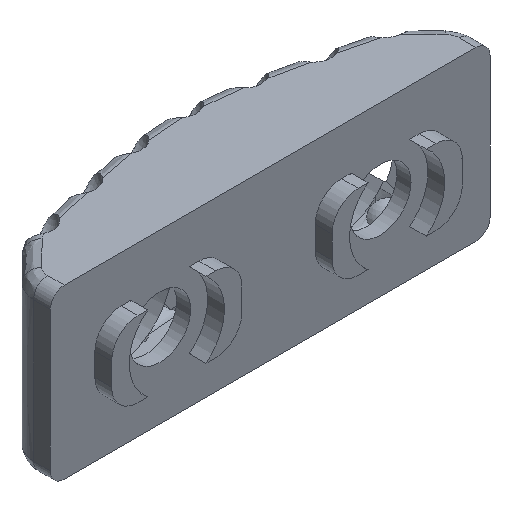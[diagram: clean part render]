
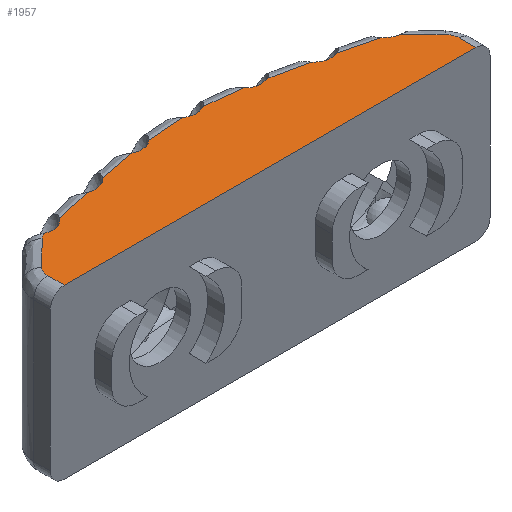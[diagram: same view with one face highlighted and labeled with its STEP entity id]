
A CAD part, isometric view. The second image highlights one B-rep face of the part: STEP entity #1957.
In plain terms, the highlighted planar face has unit normal (0, 0, 1).
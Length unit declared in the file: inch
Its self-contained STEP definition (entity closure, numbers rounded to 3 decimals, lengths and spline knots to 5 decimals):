
#124=B_SPLINE_CURVE_WITH_KNOTS('',3,(#3848,#3849,#3850,#3851),
 .UNSPECIFIED.,.F.,.F.,(4,4),(-0.43536,-0.0953),
 .UNSPECIFIED.);
#127=B_SPLINE_CURVE_WITH_KNOTS('',3,(#3908,#3909,#3910,#3911),
 .UNSPECIFIED.,.F.,.F.,(4,4),(-0.96278,-0.6234),
 .UNSPECIFIED.);
#128=B_SPLINE_CURVE_WITH_KNOTS('',3,(#3916,#3917,#3918,#3919),
 .UNSPECIFIED.,.F.,.F.,(4,4),(-1.47936,-1.14531),
 .UNSPECIFIED.);
#129=B_SPLINE_CURVE_WITH_KNOTS('',3,(#3923,#3924,#3925,#3926),
 .UNSPECIFIED.,.F.,.F.,(4,4),(-1.98442,-1.6549),
 .UNSPECIFIED.);
#130=B_SPLINE_CURVE_WITH_KNOTS('',3,(#3930,#3931,#3932,#3933),
 .UNSPECIFIED.,.F.,.F.,(4,4),(-2.50396,-2.16773),
 .UNSPECIFIED.);
#131=B_SPLINE_CURVE_WITH_KNOTS('',3,(#3937,#3938,#3939,#3940),
 .UNSPECIFIED.,.F.,.F.,(4,4),(-3.03255,-2.69319),
 .UNSPECIFIED.);
#132=B_SPLINE_CURVE_WITH_KNOTS('',3,(#3944,#3945,#3946,#3947),
 .UNSPECIFIED.,.F.,.F.,(4,4),(0.,0.06247),.UNSPECIFIED.);
#133=B_SPLINE_CURVE_WITH_KNOTS('',3,(#3949,#3950,#3951,#3952),
 .UNSPECIFIED.,.F.,.F.,(4,4),(0.,0.31848),.UNSPECIFIED.);
#134=B_SPLINE_CURVE_WITH_KNOTS('',3,(#3954,#3955,#3956,#3957),
 .UNSPECIFIED.,.F.,.F.,(4,4),(0.,0.10054),.UNSPECIFIED.);
#135=B_SPLINE_CURVE_WITH_KNOTS('',3,(#3965,#3966,#3967,#3968),
 .UNSPECIFIED.,.F.,.F.,(4,4),(0.,0.10054),.UNSPECIFIED.);
#136=B_SPLINE_CURVE_WITH_KNOTS('',3,(#3970,#3971,#3972,#3973),
 .UNSPECIFIED.,.F.,.F.,(4,4),(-0.29161,0.),.UNSPECIFIED.);
#230=PLANE('',#2089);
#294=FACE_OUTER_BOUND('',#406,.T.);
#406=EDGE_LOOP('',(#1495,#1496,#1497,#1498,#1499,#1500,#1501,#1502,#1503,
#1504,#1505,#1506,#1507,#1508,#1509,#1510,#1511,#1512,#1513,#1514,#1515));
#532=LINE('',#3959,#633);
#533=LINE('',#3961,#634);
#534=LINE('',#3963,#635);
#633=VECTOR('',#2344,0.3937);
#634=VECTOR('',#2345,0.3937);
#635=VECTOR('',#2346,0.3937);
#718=CIRCLE('',#2088,0.0625);
#719=CIRCLE('',#2090,0.0625);
#720=CIRCLE('',#2091,0.0625);
#721=CIRCLE('',#2092,0.0625);
#722=CIRCLE('',#2093,0.0625);
#723=CIRCLE('',#2094,0.0625);
#724=CIRCLE('',#2095,0.0625);
#879=VERTEX_POINT('',#3816);
#880=VERTEX_POINT('',#3831);
#882=VERTEX_POINT('',#3855);
#883=VERTEX_POINT('',#3891);
#884=VERTEX_POINT('',#3913);
#885=VERTEX_POINT('',#3915);
#886=VERTEX_POINT('',#3920);
#887=VERTEX_POINT('',#3922);
#888=VERTEX_POINT('',#3927);
#889=VERTEX_POINT('',#3929);
#890=VERTEX_POINT('',#3934);
#891=VERTEX_POINT('',#3936);
#892=VERTEX_POINT('',#3941);
#893=VERTEX_POINT('',#3943);
#894=VERTEX_POINT('',#3948);
#895=VERTEX_POINT('',#3953);
#896=VERTEX_POINT('',#3958);
#897=VERTEX_POINT('',#3960);
#898=VERTEX_POINT('',#3962);
#899=VERTEX_POINT('',#3964);
#900=VERTEX_POINT('',#3969);
#1118=EDGE_CURVE('',#880,#879,#124,.T.);
#1121=EDGE_CURVE('',#882,#880,#718,.T.);
#1123=EDGE_CURVE('',#883,#882,#127,.T.);
#1124=EDGE_CURVE('',#884,#883,#719,.T.);
#1125=EDGE_CURVE('',#885,#884,#128,.T.);
#1126=EDGE_CURVE('',#886,#885,#720,.T.);
#1127=EDGE_CURVE('',#887,#886,#129,.T.);
#1128=EDGE_CURVE('',#888,#887,#721,.T.);
#1129=EDGE_CURVE('',#889,#888,#130,.T.);
#1130=EDGE_CURVE('',#890,#889,#722,.T.);
#1131=EDGE_CURVE('',#891,#890,#131,.T.);
#1132=EDGE_CURVE('',#892,#891,#723,.T.);
#1133=EDGE_CURVE('',#893,#892,#132,.T.);
#1134=EDGE_CURVE('',#894,#893,#133,.T.);
#1135=EDGE_CURVE('',#895,#894,#134,.T.);
#1136=EDGE_CURVE('',#896,#895,#532,.T.);
#1137=EDGE_CURVE('',#897,#896,#533,.T.);
#1138=EDGE_CURVE('',#898,#897,#534,.T.);
#1139=EDGE_CURVE('',#899,#898,#135,.T.);
#1140=EDGE_CURVE('',#900,#899,#136,.T.);
#1141=EDGE_CURVE('',#900,#879,#724,.T.);
#1495=ORIENTED_EDGE('',*,*,#1118,.F.);
#1496=ORIENTED_EDGE('',*,*,#1121,.F.);
#1497=ORIENTED_EDGE('',*,*,#1123,.F.);
#1498=ORIENTED_EDGE('',*,*,#1124,.F.);
#1499=ORIENTED_EDGE('',*,*,#1125,.F.);
#1500=ORIENTED_EDGE('',*,*,#1126,.F.);
#1501=ORIENTED_EDGE('',*,*,#1127,.F.);
#1502=ORIENTED_EDGE('',*,*,#1128,.F.);
#1503=ORIENTED_EDGE('',*,*,#1129,.F.);
#1504=ORIENTED_EDGE('',*,*,#1130,.F.);
#1505=ORIENTED_EDGE('',*,*,#1131,.F.);
#1506=ORIENTED_EDGE('',*,*,#1132,.F.);
#1507=ORIENTED_EDGE('',*,*,#1133,.F.);
#1508=ORIENTED_EDGE('',*,*,#1134,.F.);
#1509=ORIENTED_EDGE('',*,*,#1135,.F.);
#1510=ORIENTED_EDGE('',*,*,#1136,.F.);
#1511=ORIENTED_EDGE('',*,*,#1137,.F.);
#1512=ORIENTED_EDGE('',*,*,#1138,.F.);
#1513=ORIENTED_EDGE('',*,*,#1139,.F.);
#1514=ORIENTED_EDGE('',*,*,#1140,.F.);
#1515=ORIENTED_EDGE('',*,*,#1141,.T.);
#1957=ADVANCED_FACE('',(#294),#230,.F.);
#2088=AXIS2_PLACEMENT_3D('',#3870,#2330,#2331);
#2089=AXIS2_PLACEMENT_3D('',#3912,#2332,#2333);
#2090=AXIS2_PLACEMENT_3D('',#3914,#2334,#2335);
#2091=AXIS2_PLACEMENT_3D('',#3921,#2336,#2337);
#2092=AXIS2_PLACEMENT_3D('',#3928,#2338,#2339);
#2093=AXIS2_PLACEMENT_3D('',#3935,#2340,#2341);
#2094=AXIS2_PLACEMENT_3D('',#3942,#2342,#2343);
#2095=AXIS2_PLACEMENT_3D('',#3974,#2347,#2348);
#2330=DIRECTION('center_axis',(0.,0.,1.));
#2331=DIRECTION('ref_axis',(0.,1.,0.));
#2332=DIRECTION('center_axis',(0.,0.,-1.));
#2333=DIRECTION('ref_axis',(0.,-1.,0.));
#2334=DIRECTION('center_axis',(0.,0.,1.));
#2335=DIRECTION('ref_axis',(0.,1.,0.));
#2336=DIRECTION('center_axis',(0.,0.,1.));
#2337=DIRECTION('ref_axis',(0.,1.,0.));
#2338=DIRECTION('center_axis',(0.,0.,1.));
#2339=DIRECTION('ref_axis',(0.,1.,0.));
#2340=DIRECTION('center_axis',(0.,0.,1.));
#2341=DIRECTION('ref_axis',(0.,1.,0.));
#2342=DIRECTION('center_axis',(0.,0.,1.));
#2343=DIRECTION('ref_axis',(0.,1.,0.));
#2344=DIRECTION('',(0.,1.,0.));
#2345=DIRECTION('',(-1.,0.,0.));
#2346=DIRECTION('',(0.,-1.,0.));
#2347=DIRECTION('center_axis',(0.,0.,-1.));
#2348=DIRECTION('ref_axis',(0.,1.,0.));
#3816=CARTESIAN_POINT('',(1.49158,0.1991,0.));
#3831=CARTESIAN_POINT('',(1.3618,0.23169,0.));
#3848=CARTESIAN_POINT('Ctrl Pts',(1.3618,0.23169,0.));
#3849=CARTESIAN_POINT('Ctrl Pts',(1.405,0.22116,0.));
#3850=CARTESIAN_POINT('Ctrl Pts',(1.44841,0.2102,0.));
#3851=CARTESIAN_POINT('Ctrl Pts',(1.49158,0.1991,0.));
#3855=CARTESIAN_POINT('',(1.28967,0.24888,0.));
#3870=CARTESIAN_POINT('Origin',(1.33739,0.28923,0.));
#3891=CARTESIAN_POINT('',(1.15903,0.2771,0.));
#3908=CARTESIAN_POINT('Ctrl Pts',(1.15903,0.2771,0.));
#3909=CARTESIAN_POINT('Ctrl Pts',(1.20277,0.26853,0.));
#3910=CARTESIAN_POINT('Ctrl Pts',(1.24624,0.25895,0.));
#3911=CARTESIAN_POINT('Ctrl Pts',(1.28967,0.24888,0.));
#3912=CARTESIAN_POINT('Origin',(0.5,0.125,0.));
#3913=CARTESIAN_POINT('',(1.08848,0.28983,0.));
#3914=CARTESIAN_POINT('Origin',(1.13285,0.33386,0.));
#3915=CARTESIAN_POINT('',(0.95793,0.30521,0.));
#3916=CARTESIAN_POINT('Ctrl Pts',(0.95793,0.30521,0.));
#3917=CARTESIAN_POINT('Ctrl Pts',(1.00165,0.30241,0.));
#3918=CARTESIAN_POINT('Ctrl Pts',(1.0452,0.29688,0.));
#3919=CARTESIAN_POINT('Ctrl Pts',(1.08848,0.28983,0.));
#3920=CARTESIAN_POINT('',(0.88874,0.30729,0.));
#3921=CARTESIAN_POINT('Origin',(0.9249,0.35827,0.));
#3922=CARTESIAN_POINT('',(0.75938,0.2986,0.));
#3923=CARTESIAN_POINT('Ctrl Pts',(0.75938,0.2986,0.));
#3924=CARTESIAN_POINT('Ctrl Pts',(0.80232,0.30389,0.));
#3925=CARTESIAN_POINT('Ctrl Pts',(0.84553,0.30708,0.));
#3926=CARTESIAN_POINT('Ctrl Pts',(0.88874,0.30729,0.));
#3927=CARTESIAN_POINT('',(0.68779,0.28805,0.));
#3928=CARTESIAN_POINT('Origin',(0.71616,0.34374,0.));
#3929=CARTESIAN_POINT('',(0.55788,0.26253,0.));
#3930=CARTESIAN_POINT('Ctrl Pts',(0.55788,0.26253,0.));
#3931=CARTESIAN_POINT('Ctrl Pts',(0.60099,0.27195,0.));
#3932=CARTESIAN_POINT('Ctrl Pts',(0.64423,0.2807,0.));
#3933=CARTESIAN_POINT('Ctrl Pts',(0.68779,0.28805,0.));
#3934=CARTESIAN_POINT('',(0.48592,0.24621,0.));
#3935=CARTESIAN_POINT('Origin',(0.51074,0.30357,0.));
#3936=CARTESIAN_POINT('',(0.35606,0.21454,0.));
#3937=CARTESIAN_POINT('Ctrl Pts',(0.35606,0.21454,0.));
#3938=CARTESIAN_POINT('Ctrl Pts',(0.39939,0.22545,0.));
#3939=CARTESIAN_POINT('Ctrl Pts',(0.44268,0.23609,0.));
#3940=CARTESIAN_POINT('Ctrl Pts',(0.48592,0.24621,0.));
#3941=CARTESIAN_POINT('',(0.28355,0.19602,0.));
#3942=CARTESIAN_POINT('Origin',(0.30742,0.25378,0.));
#3943=CARTESIAN_POINT('',(0.26258,0.18364,0.));
#3944=CARTESIAN_POINT('Ctrl Pts',(0.26258,0.18364,0.));
#3945=CARTESIAN_POINT('Ctrl Pts',(0.26841,0.1894,0.));
#3946=CARTESIAN_POINT('Ctrl Pts',(0.27569,0.19369,0.));
#3947=CARTESIAN_POINT('Ctrl Pts',(0.28355,0.19602,0.));
#3948=CARTESIAN_POINT('',(0.17337,0.09554,0.));
#3949=CARTESIAN_POINT('Ctrl Pts',(0.17337,0.09554,
0.));
#3950=CARTESIAN_POINT('Ctrl Pts',(0.2031,0.12491,0.));
#3951=CARTESIAN_POINT('Ctrl Pts',(0.23284,0.15427,0.));
#3952=CARTESIAN_POINT('Ctrl Pts',(0.26258,0.18364,0.));
#3953=CARTESIAN_POINT('',(0.1585,0.05996,0.));
#3954=CARTESIAN_POINT('Ctrl Pts',(0.1585,0.05996,0.));
#3955=CARTESIAN_POINT('Ctrl Pts',(0.1585,0.07316,0.));
#3956=CARTESIAN_POINT('Ctrl Pts',(0.16398,0.08627,
0.));
#3957=CARTESIAN_POINT('Ctrl Pts',(0.17337,0.09554,
0.));
#3958=CARTESIAN_POINT('',(0.1585,0.,0.));
#3959=CARTESIAN_POINT('',(0.1585,0.125,0.));
#3960=CARTESIAN_POINT('',(1.6285,0.,0.));
#3961=CARTESIAN_POINT('',(0.5,0.,0.));
#3962=CARTESIAN_POINT('',(1.6285,0.05996,0.));
#3963=CARTESIAN_POINT('',(1.6285,0.125,0.));
#3964=CARTESIAN_POINT('',(1.61363,0.09554,0.));
#3965=CARTESIAN_POINT('Ctrl Pts',(1.61363,0.09554,0.));
#3966=CARTESIAN_POINT('Ctrl Pts',(1.62302,0.08627,0.));
#3967=CARTESIAN_POINT('Ctrl Pts',(1.6285,0.07316,0.));
#3968=CARTESIAN_POINT('Ctrl Pts',(1.6285,0.05996,0.));
#3969=CARTESIAN_POINT('',(1.53195,0.17621,0.));
#3970=CARTESIAN_POINT('Ctrl Pts',(1.53195,0.17621,0.));
#3971=CARTESIAN_POINT('Ctrl Pts',(1.55918,0.14932,0.));
#3972=CARTESIAN_POINT('Ctrl Pts',(1.5864,0.12243,0.));
#3973=CARTESIAN_POINT('Ctrl Pts',(1.61363,0.09554,0.));
#3974=CARTESIAN_POINT('Origin',(1.5404,0.23813,0.));
